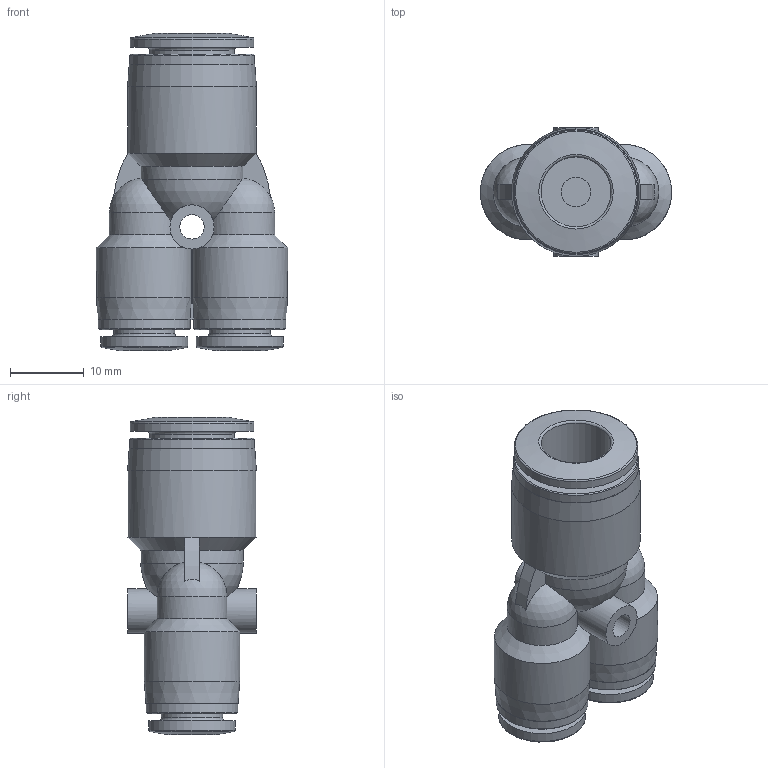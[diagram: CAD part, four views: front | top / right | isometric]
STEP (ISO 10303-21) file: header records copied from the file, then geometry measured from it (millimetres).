
FILE_DESCRIPTION(/* description */ ('STEP AP214'),/* implementation_level */ '2;1');
FILE_NAME(/* name */ '564823_QBY-3_8T-1_4-U',/* time_stamp */ '2024-09-14T05:23:01+02:00',/* author */ ('License CC BY-ND 4.0'),/* organization */ ('CADENAS'),/* preprocessor_version */ 'ST-DEVELOPER v19.3',/* originating_system */ 'PARTsolutions',/* authorisation */ ' ');
FILE_SCHEMA (('AUTOMOTIVE_DESIGN {1 0 10303 214 3 1 1}'));
Length unit declared in the file: millimetre
Products named in the file (1): 564823 QBY-3/8T-1/4-U
Bounding box: 26 x 17.5 x 43.1 mm (x, y, z)
Volume: 7061.1 mm3; surface area: 5286.9 mm2
Topology: 1 solids, 1 shells, 79 faces, 169 edges, 104 vertices
Faces by surface type: cylinder 27, plane 26, cone 13, torus 9, sphere 4
Full cylindrical faces by diameter (mm): 3.3 x1, 4 x3, 6 x2, 6.35 x2, 8.35 x2, 9.525 x1, 11.525 x1, 11.8 x2, 12.5 x2, 16.8 x1, 17 x1, 17.5 x1
Entity records: 2588 total; most frequent: CARTESIAN_POINT 440, DIRECTION 342, ORIENTED_EDGE 264, AXIS2_PLACEMENT_3D 162, EDGE_CURVE 132, EDGE_LOOP 128, FACE_BOUND 128, VERTEX_POINT 102
